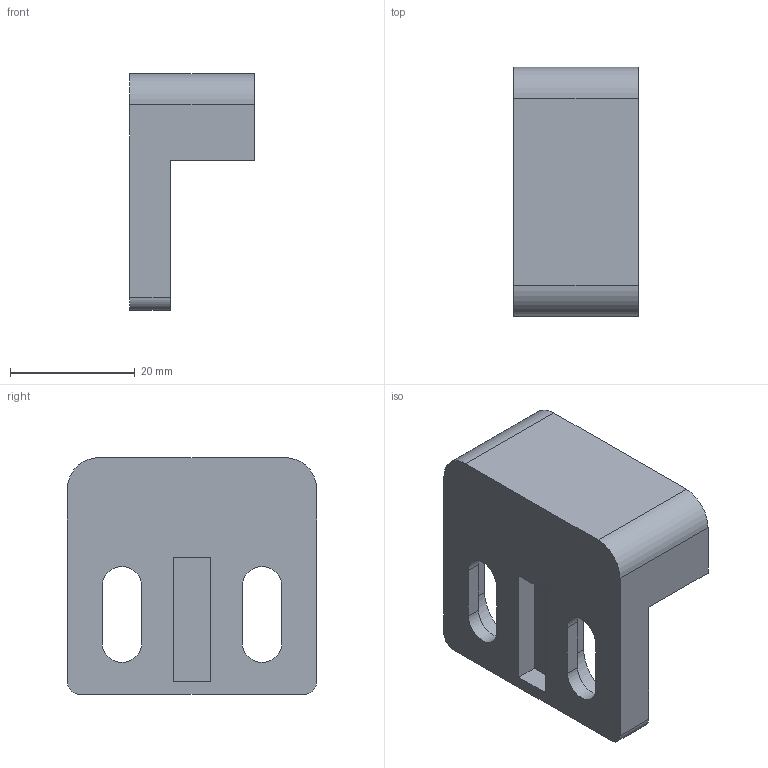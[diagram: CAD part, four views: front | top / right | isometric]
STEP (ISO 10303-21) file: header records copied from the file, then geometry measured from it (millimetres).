
FILE_DESCRIPTION(/* description */ (''),/* implementation_level */ '2;1');
FILE_NAME(/* name */ 'DR_B-MP3060.stp',/* time_stamp */ '2023-03-31T14:45:55+09:00',/* author */ ('user'),/* organization */ (''),/* preprocessor_version */ 'ST-DEVELOPER v15.6',/* originating_system */ 'Autodesk Inventor 2015',/* authorisation */ '');
FILE_SCHEMA (('AUTOMOTIVE_DESIGN { 1 0 10303 214 3 1 1 }'));
Length unit declared in the file: millimetre
Products named in the file (1): DR_B-MP3060
Bounding box: 20 x 40 x 38 mm (x, y, z)
Volume: 14454.5 mm3; surface area: 5882.3 mm2
Topology: 1 solids, 1 shells, 44 faces, 114 edges, 76 vertices
Faces by surface type: plane 28, cylinder 16
Entity records: 1382 total; most frequent: DIRECTION 236, CARTESIAN_POINT 235, ORIENTED_EDGE 228, EDGE_CURVE 114, LINE 82, VECTOR 82, AXIS2_PLACEMENT_3D 77, VERTEX_POINT 76
